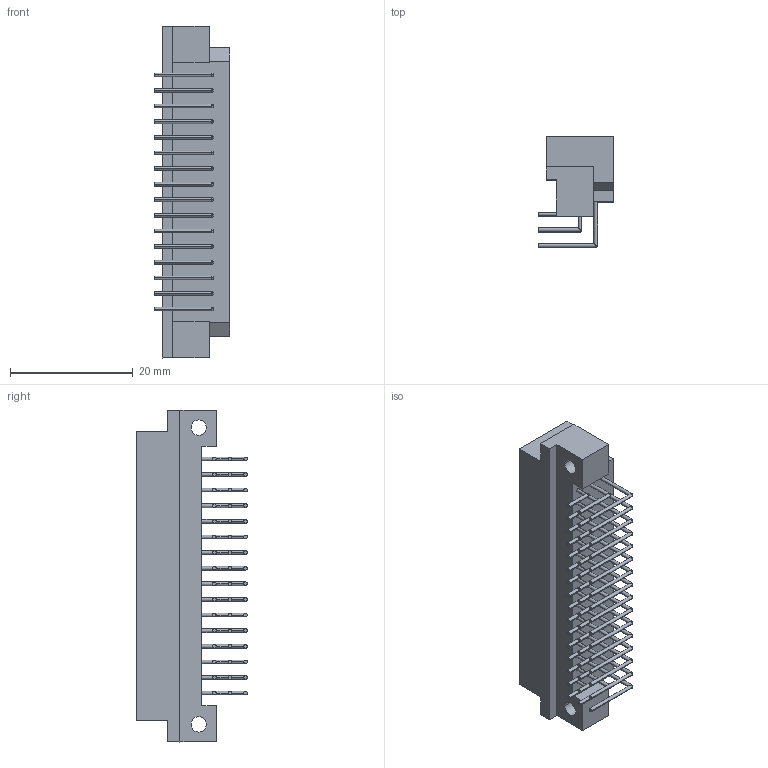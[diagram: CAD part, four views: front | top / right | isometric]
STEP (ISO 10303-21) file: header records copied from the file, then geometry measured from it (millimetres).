
FILE_DESCRIPTION (( 'STEP AP214' ), '1' );
FILE_NAME ('con_din_48_m.STEP', '2020-05-15T16:47:26', ( '' ), ( '' ), 'SwSTEP 2.0', 'SolidWorks 2018', '' );
FILE_SCHEMA (( 'AUTOMOTIVE_DESIGN' ));
Length unit declared in the file: millimetre
Products named in the file (1): con_din_48_m
Bounding box: 12.35 x 18.02 x 54 mm (x, y, z)
Volume: 3289.2 mm3; surface area: 4694.3 mm2
Topology: 1 solids, 1 shells, 531 faces, 1434 edges, 1002 vertices
Faces by surface type: cylinder 292, plane 143, bspline 96
Entity records: 22033 total; most frequent: CARTESIAN_POINT 8306, ORIENTED_EDGE 2868, DIRECTION 2640, EDGE_CURVE 1434, AXIS2_PLACEMENT_3D 1116, VERTEX_POINT 1002, CIRCLE 680, EDGE_LOOP 632
